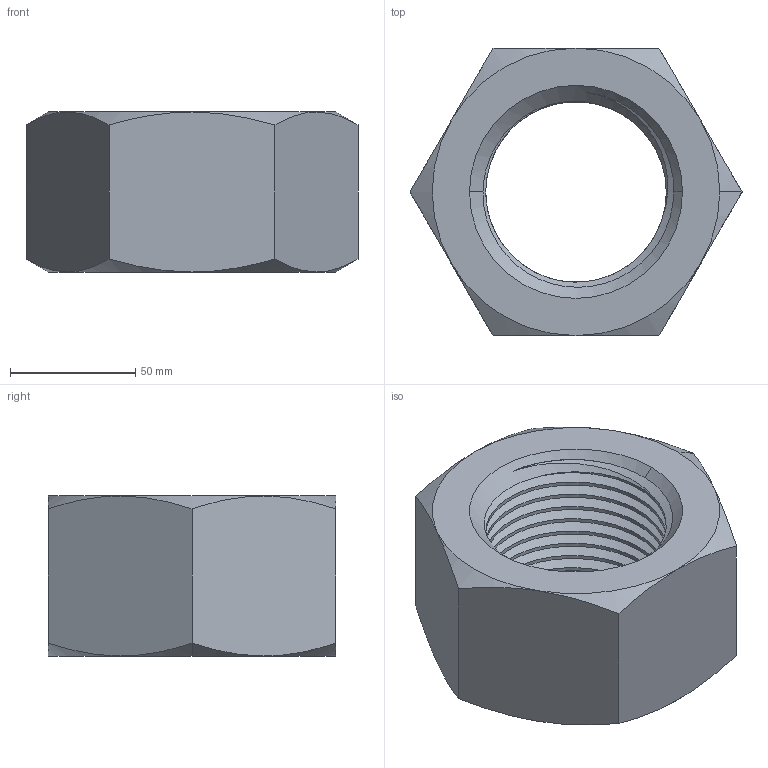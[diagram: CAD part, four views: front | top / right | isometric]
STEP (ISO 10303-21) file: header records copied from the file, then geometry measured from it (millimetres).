
FILE_DESCRIPTION (( 'STEP AP214' ), '1' );
FILE_NAME ('M80 Nut.STEP', '2019-05-01T13:53:37', ( '' ), ( '' ), 'SwSTEP 2.0', 'SolidWorks 2018', '' );
FILE_SCHEMA (( 'AUTOMOTIVE_DESIGN' ));
Length unit declared in the file: millimetre
Products named in the file (1): M80 Nut
Bounding box: 132.79 x 115 x 64 mm (x, y, z)
Volume: 439105.1 mm3; surface area: 62109.4 mm2
Topology: 1 solids, 1 shells, 49 faces, 125 edges, 78 vertices
Faces by surface type: cone 20, cylinder 19, plane 8, bspline 2
Entity records: 4071 total; most frequent: CARTESIAN_POINT 3020, ORIENTED_EDGE 250, DIRECTION 172, EDGE_CURVE 125, VERTEX_POINT 78, AXIS2_PLACEMENT_3D 70, EDGE_LOOP 51, ADVANCED_FACE 49
